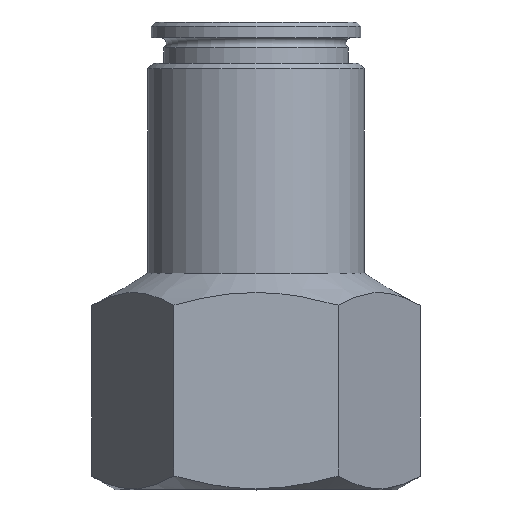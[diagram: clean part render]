
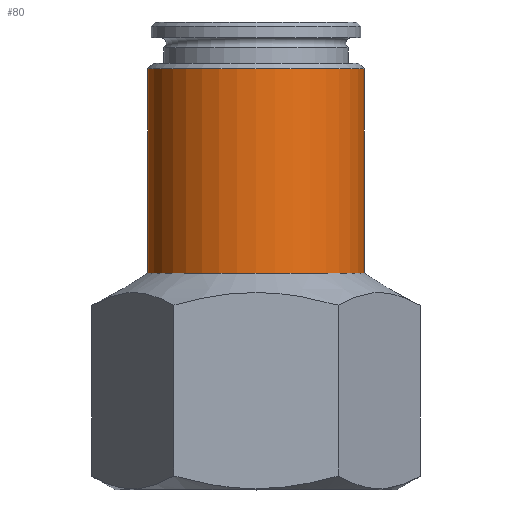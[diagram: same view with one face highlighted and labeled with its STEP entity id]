
A CAD part, top view. The second image highlights one B-rep face of the part: STEP entity #80.
In plain terms, the highlighted cylindrical face has radius 8 mm (diameter 16 mm), a full revolution.
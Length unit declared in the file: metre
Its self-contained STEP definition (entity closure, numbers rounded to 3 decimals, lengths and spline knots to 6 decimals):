
#80 = ADVANCED_FACE( 'NONE', ( #176, #177 ), #178, .T. );
#176 = FACE_OUTER_BOUND( '', #281, .T. );
#177 = FACE_OUTER_BOUND( '', #282, .T. );
#178 = CYLINDRICAL_SURFACE( '', #283, 0.008 );
#281 = EDGE_LOOP( '', ( #435 ) );
#282 = EDGE_LOOP( '', ( #436 ) );
#283 = AXIS2_PLACEMENT_3D( '', #437, #438, #439 );
#435 = ORIENTED_EDGE( '', *, *, #536, .F. );
#436 = ORIENTED_EDGE( '', *, *, #544, .T. );
#437 = CARTESIAN_POINT( '', ( 0., -0.007064, 0. ) );
#438 = DIRECTION( '', ( 0., 1., 0. ) );
#439 = DIRECTION( '', ( 0., 0., -1. ) );
#536 = EDGE_CURVE( 'NONE', #626, #626, #627, .T. );
#544 = EDGE_CURVE( 'NONE', #639, #639, #640, .T. );
#626 = VERTEX_POINT( '', #824 );
#627 = CIRCLE( '', #825, 0.008 );
#639 = VERTEX_POINT( '', #837 );
#640 = CIRCLE( '', #838, 0.008 );
#824 = CARTESIAN_POINT( '', ( 0., 0.016, -0.008 ) );
#825 = AXIS2_PLACEMENT_3D( '', #902, #903, #904 );
#837 = CARTESIAN_POINT( '', ( 0., 0.0311, -0.008 ) );
#838 = AXIS2_PLACEMENT_3D( '', #917, #918, #919 );
#902 = CARTESIAN_POINT( '', ( 0., 0.016, 0. ) );
#903 = DIRECTION( '', ( 0., -1., 0. ) );
#904 = DIRECTION( '', ( 0., 0., -1. ) );
#917 = CARTESIAN_POINT( '', ( 0., 0.0311, 0. ) );
#918 = DIRECTION( '', ( 0., -1., 0. ) );
#919 = DIRECTION( '', ( 0., 0., -1. ) );
